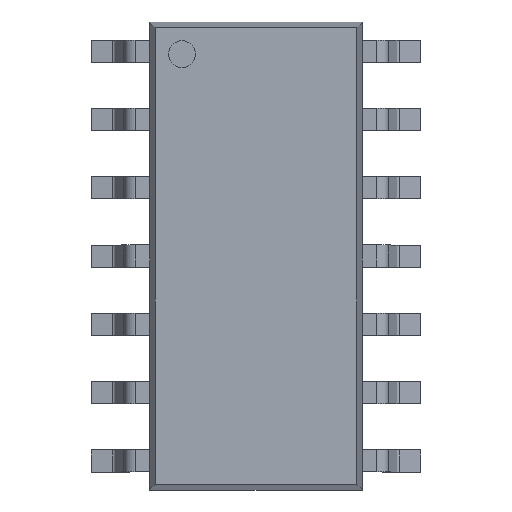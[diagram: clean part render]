
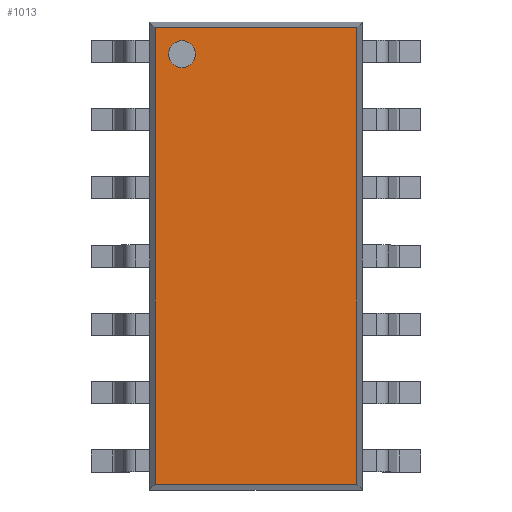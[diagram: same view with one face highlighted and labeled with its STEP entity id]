
A CAD part, top view. The second image highlights one B-rep face of the part: STEP entity #1013.
In plain terms, the highlighted planar face has unit normal (0, 0, 1).
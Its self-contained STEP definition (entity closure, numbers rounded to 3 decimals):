
#248 = EDGE_CURVE ( 'NONE', #6340, #3900, #3732, .T. ) ;
#270 = VERTEX_POINT ( 'NONE', #6351 ) ;
#282 = CARTESIAN_POINT ( 'NONE',  ( 1.871, 4.246, 1.75 ) ) ;
#367 = CARTESIAN_POINT ( 'NONE',  ( -1.375, 3.75, 1.75 ) ) ;
#404 = PLANE ( 'NONE',  #6264 ) ;
#438 = FACE_OUTER_BOUND ( 'NONE', #6544, .T. ) ;
#592 = ORIENTED_EDGE ( 'NONE', *, *, #2529, .F. ) ;
#654 = CARTESIAN_POINT ( 'NONE',  ( 1.975, -4.246, 1.75 ) ) ;
#772 = LINE ( 'NONE', #4506, #2035 ) ;
#808 = DIRECTION ( 'NONE',  ( 1., 0., 0. ) ) ;
#958 = DIRECTION ( 'NONE',  ( 0., -1., 0. ) ) ;
#1013 = ADVANCED_FACE ( 'NONE', ( #5764, #438 ), #404, .T. ) ;
#1040 = DIRECTION ( 'NONE',  ( 1., 0., 0. ) ) ;
#1301 = CARTESIAN_POINT ( 'NONE',  ( -1.625, 3.75, 1.75 ) ) ;
#1339 = CARTESIAN_POINT ( 'NONE',  ( -1.375, 3.75, 1.75 ) ) ;
#2035 = VECTOR ( 'NONE', #4471, 1000. ) ;
#2093 = ORIENTED_EDGE ( 'NONE', *, *, #2754, .T. ) ;
#2242 = AXIS2_PLACEMENT_3D ( 'NONE', #1339, #5145, #808 ) ;
#2406 = LINE ( 'NONE', #2944, #6516 ) ;
#2529 = EDGE_CURVE ( 'NONE', #6729, #270, #3607, .T. ) ;
#2754 = EDGE_CURVE ( 'NONE', #2887, #4257, #2406, .T. ) ;
#2887 = VERTEX_POINT ( 'NONE', #3119 ) ;
#2915 = AXIS2_PLACEMENT_3D ( 'NONE', #367, #3211, #1040 ) ;
#2944 = CARTESIAN_POINT ( 'NONE',  ( 1.871, 4.35, 1.75 ) ) ;
#3002 = VECTOR ( 'NONE', #3432, 1000. ) ;
#3119 = CARTESIAN_POINT ( 'NONE',  ( 1.871, -4.246, 1.75 ) ) ;
#3211 = DIRECTION ( 'NONE',  ( 0., 0., 1. ) ) ;
#3273 = EDGE_LOOP ( 'NONE', ( #5666, #592 ) ) ;
#3309 = EDGE_CURVE ( 'NONE', #3900, #2887, #4497, .T. ) ;
#3352 = CARTESIAN_POINT ( 'NONE',  ( -1.871, 4.246, 1.75 ) ) ;
#3432 = DIRECTION ( 'NONE',  ( 1., 0., 0. ) ) ;
#3607 = CIRCLE ( 'NONE', #2915, 0.25 ) ;
#3732 = LINE ( 'NONE', #6913, #4474 ) ;
#3807 = CARTESIAN_POINT ( 'NONE',  ( -1.871, -4.246, 1.75 ) ) ;
#3900 = VERTEX_POINT ( 'NONE', #3807 ) ;
#4051 = DIRECTION ( 'NONE',  ( 0., 1., 0. ) ) ;
#4174 = ORIENTED_EDGE ( 'NONE', *, *, #248, .T. ) ;
#4257 = VERTEX_POINT ( 'NONE', #282 ) ;
#4471 = DIRECTION ( 'NONE',  ( -1., 0., 0. ) ) ;
#4474 = VECTOR ( 'NONE', #958, 1000. ) ;
#4497 = LINE ( 'NONE', #654, #3002 ) ;
#4506 = CARTESIAN_POINT ( 'NONE',  ( -1.975, 4.246, 1.75 ) ) ;
#5145 = DIRECTION ( 'NONE',  ( 0., 0., 1. ) ) ;
#5292 = ORIENTED_EDGE ( 'NONE', *, *, #6788, .T. ) ;
#5361 = ORIENTED_EDGE ( 'NONE', *, *, #3309, .T. ) ;
#5666 = ORIENTED_EDGE ( 'NONE', *, *, #5867, .F. ) ;
#5764 = FACE_BOUND ( 'NONE', #3273, .T. ) ;
#5867 = EDGE_CURVE ( 'NONE', #270, #6729, #6883, .T. ) ;
#6264 = AXIS2_PLACEMENT_3D ( 'NONE', #6363, #6403, #6923 ) ;
#6340 = VERTEX_POINT ( 'NONE', #3352 ) ;
#6351 = CARTESIAN_POINT ( 'NONE',  ( -1.125, 3.75, 1.75 ) ) ;
#6363 = CARTESIAN_POINT ( 'NONE',  ( 0., 0., 1.75 ) ) ;
#6403 = DIRECTION ( 'NONE',  ( 0., 0., 1. ) ) ;
#6516 = VECTOR ( 'NONE', #4051, 1000. ) ;
#6544 = EDGE_LOOP ( 'NONE', ( #5292, #4174, #5361, #2093 ) ) ;
#6729 = VERTEX_POINT ( 'NONE', #1301 ) ;
#6788 = EDGE_CURVE ( 'NONE', #4257, #6340, #772, .T. ) ;
#6883 = CIRCLE ( 'NONE', #2242, 0.25 ) ;
#6913 = CARTESIAN_POINT ( 'NONE',  ( -1.871, -4.35, 1.75 ) ) ;
#6923 = DIRECTION ( 'NONE',  ( 1., 0., 0. ) ) ;
